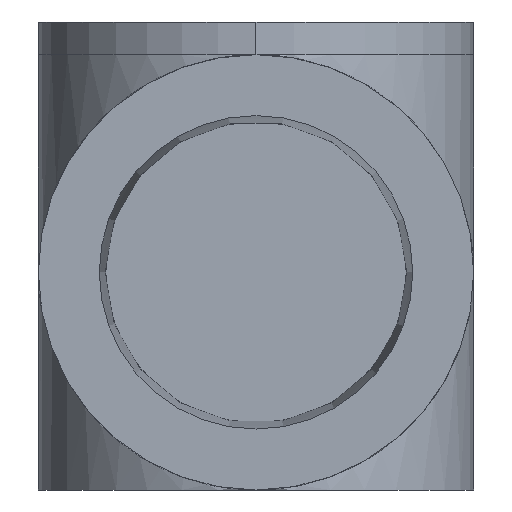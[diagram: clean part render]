
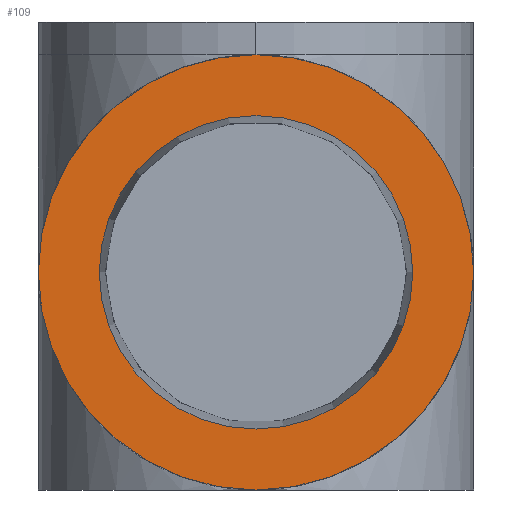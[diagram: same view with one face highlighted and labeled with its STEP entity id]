
A CAD part, left-side view. The second image highlights one B-rep face of the part: STEP entity #109.
In plain terms, the highlighted planar face has unit normal (-1, 0, 0).
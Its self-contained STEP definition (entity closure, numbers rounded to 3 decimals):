
#43 = CONICAL_SURFACE('',#44,6.9,0.008);
#44 = AXIS2_PLACEMENT_3D('',#45,#46,#47);
#45 = CARTESIAN_POINT('',(-13.5,0.,0.));
#46 = DIRECTION('',(-1.,-0.,-0.));
#47 = DIRECTION('',(0.,1.,0.));
#60 = VERTEX_POINT('',#61);
#61 = CARTESIAN_POINT('',(-50.,7.2,0.));
#82 = EDGE_CURVE('',#60,#60,#83,.T.);
#83 = SURFACE_CURVE('',#84,(#89,#96),.PCURVE_S1.);
#84 = CIRCLE('',#85,7.2);
#85 = AXIS2_PLACEMENT_3D('',#86,#87,#88);
#86 = CARTESIAN_POINT('',(-50.,0.,0.));
#87 = DIRECTION('',(1.,0.,0.));
#88 = DIRECTION('',(0.,1.,0.));
#89 = PCURVE('',#43,#90);
#90 = DEFINITIONAL_REPRESENTATION('',(#91),#95);
#91 = LINE('',#92,#93);
#92 = CARTESIAN_POINT('',(-0.,36.5));
#93 = VECTOR('',#94,1.);
#94 = DIRECTION('',(-1.,0.));
#95 = ( GEOMETRIC_REPRESENTATION_CONTEXT(2) 
PARAMETRIC_REPRESENTATION_CONTEXT() REPRESENTATION_CONTEXT('2D SPACE',''
  ) );
#96 = PCURVE('',#97,#102);
#97 = PLANE('',#98);
#98 = AXIS2_PLACEMENT_3D('',#99,#100,#101);
#99 = CARTESIAN_POINT('',(-50.,0.,0.));
#100 = DIRECTION('',(1.,0.,0.));
#101 = DIRECTION('',(0.,1.,0.));
#102 = DEFINITIONAL_REPRESENTATION('',(#103),#107);
#103 = CIRCLE('',#104,7.2);
#104 = AXIS2_PLACEMENT_2D('',#105,#106);
#105 = CARTESIAN_POINT('',(0.,0.));
#106 = DIRECTION('',(1.,-0.));
#107 = ( GEOMETRIC_REPRESENTATION_CONTEXT(2) 
PARAMETRIC_REPRESENTATION_CONTEXT() REPRESENTATION_CONTEXT('2D SPACE',''
  ) );
#109 = ADVANCED_FACE('',(#110,#113),#97,.F.);
#110 = FACE_BOUND('',#111,.T.);
#111 = EDGE_LOOP('',(#112));
#112 = ORIENTED_EDGE('',*,*,#82,.T.);
#113 = FACE_BOUND('',#114,.T.);
#114 = EDGE_LOOP('',(#115));
#115 = ORIENTED_EDGE('',*,*,#116,.F.);
#116 = EDGE_CURVE('',#117,#117,#119,.T.);
#117 = VERTEX_POINT('',#118);
#118 = CARTESIAN_POINT('',(-50.,10.,0.));
#119 = SURFACE_CURVE('',#120,(#125,#132),.PCURVE_S1.);
#120 = CIRCLE('',#121,10.);
#121 = AXIS2_PLACEMENT_3D('',#122,#123,#124);
#122 = CARTESIAN_POINT('',(-50.,0.,0.));
#123 = DIRECTION('',(1.,0.,0.));
#124 = DIRECTION('',(0.,1.,0.));
#125 = PCURVE('',#97,#126);
#126 = DEFINITIONAL_REPRESENTATION('',(#127),#131);
#127 = CIRCLE('',#128,10.);
#128 = AXIS2_PLACEMENT_2D('',#129,#130);
#129 = CARTESIAN_POINT('',(0.,0.));
#130 = DIRECTION('',(1.,-0.));
#131 = ( GEOMETRIC_REPRESENTATION_CONTEXT(2) 
PARAMETRIC_REPRESENTATION_CONTEXT() REPRESENTATION_CONTEXT('2D SPACE',''
  ) );
#132 = PCURVE('',#133,#138);
#133 = CYLINDRICAL_SURFACE('',#134,10.);
#134 = AXIS2_PLACEMENT_3D('',#135,#136,#137);
#135 = CARTESIAN_POINT('',(-50.,0.,0.));
#136 = DIRECTION('',(1.,0.,0.));
#137 = DIRECTION('',(0.,1.,0.));
#138 = DEFINITIONAL_REPRESENTATION('',(#139),#143);
#139 = LINE('',#140,#141);
#140 = CARTESIAN_POINT('',(0.,0.));
#141 = VECTOR('',#142,1.);
#142 = DIRECTION('',(1.,0.));
#143 = ( GEOMETRIC_REPRESENTATION_CONTEXT(2) 
PARAMETRIC_REPRESENTATION_CONTEXT() REPRESENTATION_CONTEXT('2D SPACE',''
  ) );
